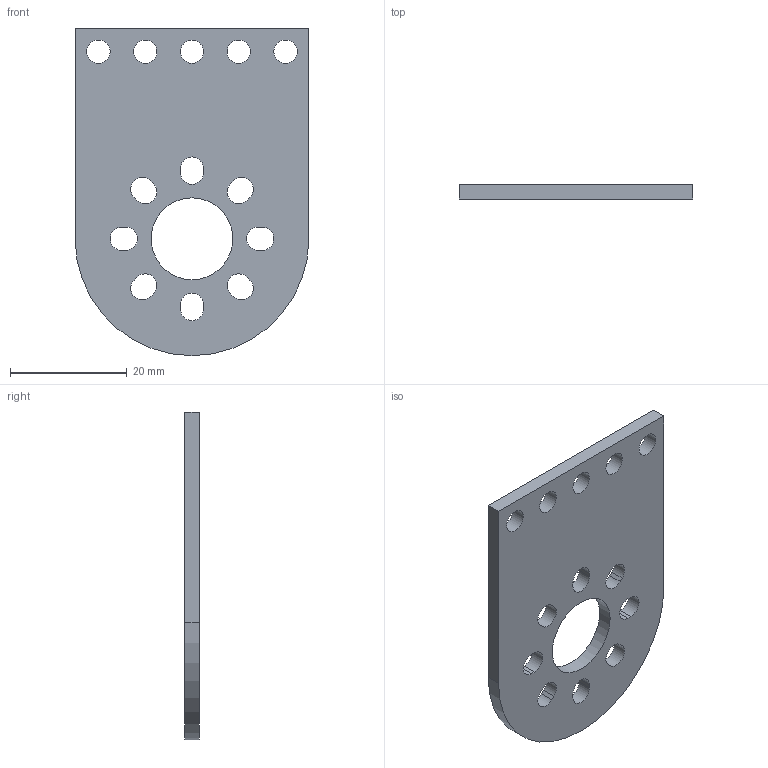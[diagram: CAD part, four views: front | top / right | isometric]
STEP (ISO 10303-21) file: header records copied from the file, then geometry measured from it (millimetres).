
FILE_DESCRIPTION( ( '' ), ' ' );
FILE_NAME( '5a2ac59f72ac810ef6302c87.step', '2017-12-08T17:02:23', ( '' ), ( '' ), ' ', ' ', ' ' );
FILE_SCHEMA( ( 'AUTOMOTIVE_DESIGN { 1 0 10303 214 1 1 1 1 }' ) );
Length unit declared in the file: metre
Products named in the file (1): 1108-0040-0001
Bounding box: 40 x 2.5 x 56 mm (x, y, z)
Volume: 4322.6 mm3; surface area: 4441 mm2
Topology: 1 solids, 1 shells, 44 faces, 126 edges, 84 vertices
Faces by surface type: cylinder 23, plane 21
Full cylindrical faces by diameter (mm): 4 x5, 14 x1
Entity records: 1850 total; most frequent: DIRECTION 256, CARTESIAN_POINT 249, ORIENTED_EDGE 240, EDGE_CURVE 120, AXIS2_PLACEMENT_3D 91, VERTEX_POINT 84, EDGE_LOOP 78, LINE 74
